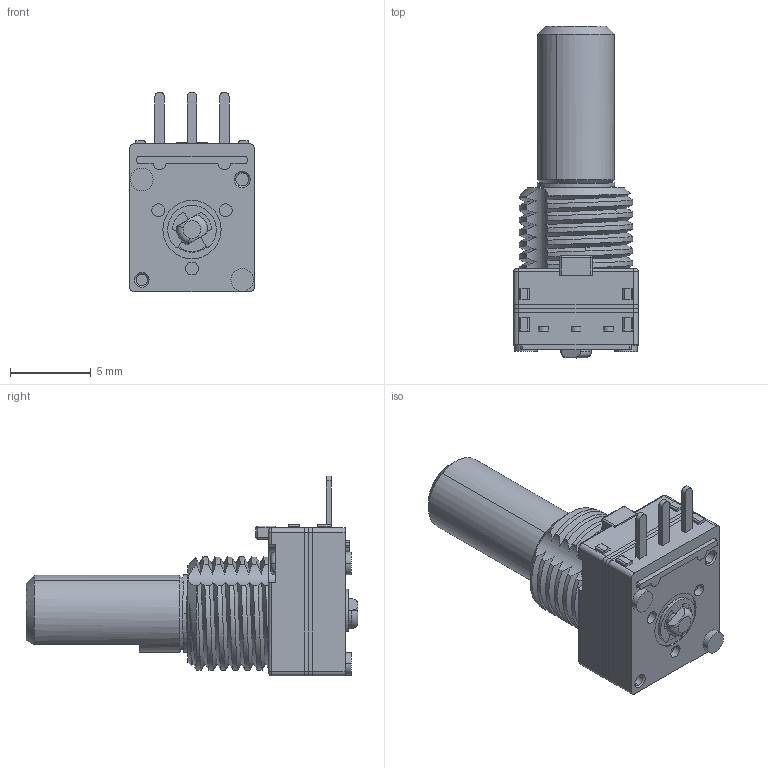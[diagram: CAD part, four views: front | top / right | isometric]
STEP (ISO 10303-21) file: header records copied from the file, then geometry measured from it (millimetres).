
FILE_DESCRIPTION((''),'2;1');
FILE_NAME('F081175N_ASM','2018-09-01T',('eng05'),(''),'PRO/ENGINEER BY PARAMETRIC TECHNOLOGY CORPORATION, 2012480','PRO/ENGINEER BY PARAMETRIC TECHNOLOGY CORPORATION, 2012480','');
FILE_SCHEMA(('CONFIG_CONTROL_DESIGN'));
Length unit declared in the file: millimetre
Products named in the file (9): 13892-2; 13907; 13893-3; 13896-10; 13908-8; 12245; 13900; 13910; F081175N_ASM
Assembly tree (10 placements, depth 2):
  F081175N_ASM
    13892-2
    13907
    13893-3  x2
    13896-10
    13908-8
    12245
    13900
    13910  x2
Bounding box: 7.7 x 20.5 x 12.35 mm (x, y, z)
Volume: 651.7 mm3; surface area: 1358.2 mm2
Topology: 10 solids, 10 shells, 324 faces, 800 edges, 516 vertices
Faces by surface type: cylinder 145, plane 113, bspline 35, cone 17, torus 10, sphere 4
Entity records: 16613 total; most frequent: CARTESIAN_POINT 9393, ORIENTED_EDGE 1476, DIRECTION 1438, EDGE_CURVE 738, AXIS2_PLACEMENT_3D 539, VERTEX_POINT 479, VECTOR 360, LINE 360
